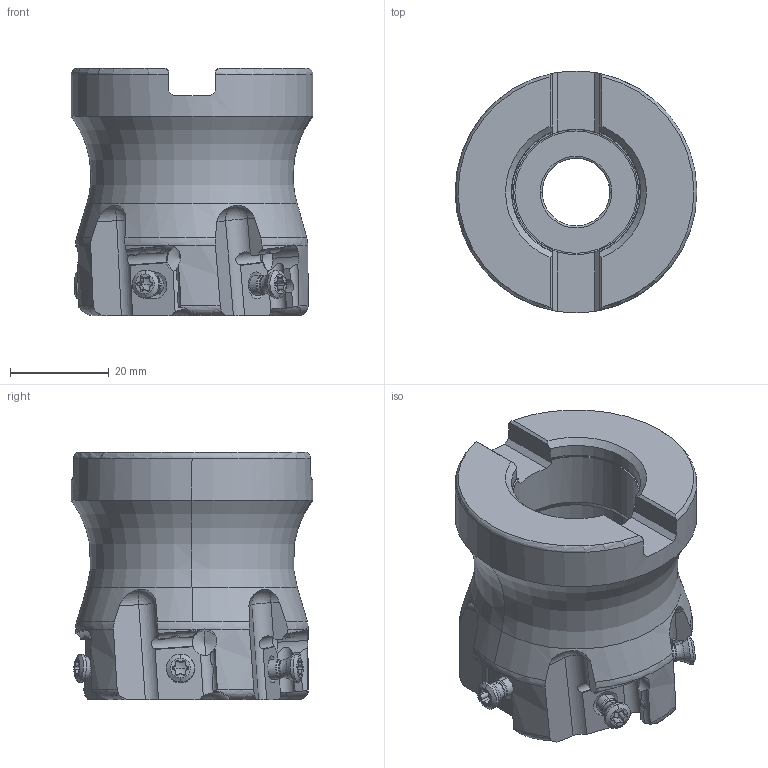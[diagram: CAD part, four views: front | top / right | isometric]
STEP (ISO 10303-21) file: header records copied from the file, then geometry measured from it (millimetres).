
FILE_DESCRIPTION(/* description */ (''),/* implementation_level */ '2;1');
FILE_NAME(/* name */ 'VOX400UR0205C.stp',/* time_stamp */ '2019-03-26T13:44:54+09:00',/* author */ (''),/* organization */ (''),/* preprocessor_version */ 'ST-DEVELOPER v16',/* originating_system */ 'SIEMENS PLM Software NX 10.0',/* authorisation */ '');
FILE_SCHEMA (('AUTOMOTIVE_DESIGN { 1 0 10303 214 3 1 1 1 }'));
Length unit declared in the file: millimetre
Products named in the file (1): VOX400UR0205C_ASM
Bounding box: 49.02 x 49.02 x 50.1 mm (x, y, z)
Volume: 53541.7 mm3; surface area: 15774.9 mm2
Topology: 6 solids, 6 shells, 428 faces, 1251 edges, 810 vertices
Faces by surface type: cylinder 192, plane 90, cone 82, torus 44, sphere 20
Entity records: 18734 total; most frequent: CARTESIAN_POINT 7490, ORIENTED_EDGE 2442, DIRECTION 2279, EDGE_CURVE 1221, AXIS2_PLACEMENT_3D 941, VERTEX_POINT 810, CIRCLE 467, EDGE_LOOP 445
